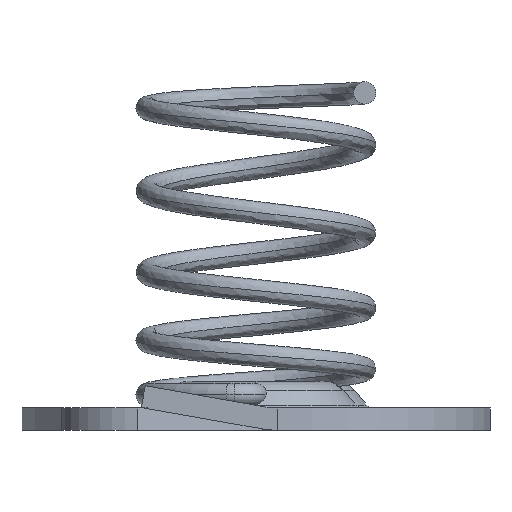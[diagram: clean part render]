
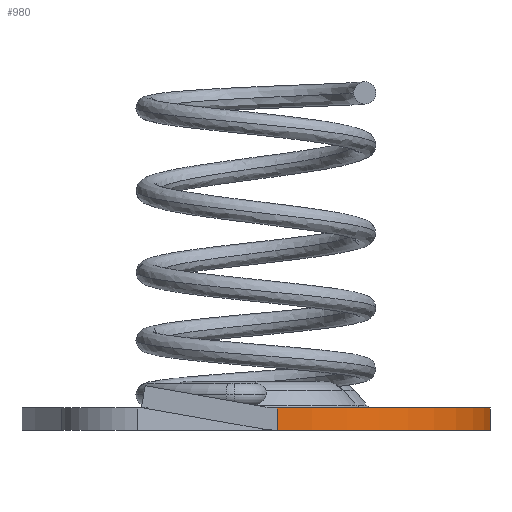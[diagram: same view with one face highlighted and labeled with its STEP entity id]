
A CAD part, left-side view. The second image highlights one B-rep face of the part: STEP entity #980.
In plain terms, the highlighted cylindrical face has radius 4.9 mm (diameter 9.8 mm), a partial arc.
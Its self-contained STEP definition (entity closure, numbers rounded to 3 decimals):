
#69 = VERTEX_POINT ( 'NONE', #2013 ) ;
#568 = CARTESIAN_POINT ( 'NONE',  ( -10.525, 4.9, 0.51 ) ) ;
#686 = VERTEX_POINT ( 'NONE', #889 ) ;
#718 = CIRCLE ( 'NONE', #866, 4.9 ) ;
#859 = DIRECTION ( 'NONE',  ( -1., 0., 0. ) ) ;
#866 = AXIS2_PLACEMENT_3D ( 'NONE', #3347, #869, #859 ) ;
#869 = DIRECTION ( 'NONE',  ( 0., 0., 1. ) ) ;
#889 = CARTESIAN_POINT ( 'NONE',  ( -1.318, 2.563, 0. ) ) ;
#921 = CIRCLE ( 'NONE', #1229, 4.9 ) ;
#980 = ADVANCED_FACE ( 'NONE', ( #1793 ), #3076, .T. ) ;
#1027 = EDGE_CURVE ( 'NONE', #69, #686, #3029, .T. ) ;
#1046 = LINE ( 'NONE', #3658, #3641 ) ;
#1229 = AXIS2_PLACEMENT_3D ( 'NONE', #2413, #3043, #2110 ) ;
#1311 = EDGE_CURVE ( 'NONE', #2770, #686, #718, .T. ) ;
#1358 = DIRECTION ( 'NONE',  ( 0., 0., -1. ) ) ;
#1403 = VECTOR ( 'NONE', #1358, 1000. ) ;
#1657 = ORIENTED_EDGE ( 'NONE', *, *, #1027, .F. ) ;
#1675 = DIRECTION ( 'NONE',  ( -1., 0., 0. ) ) ;
#1793 = FACE_OUTER_BOUND ( 'NONE', #3340, .T. ) ;
#1969 = ORIENTED_EDGE ( 'NONE', *, *, #1311, .T. ) ;
#2013 = CARTESIAN_POINT ( 'NONE',  ( -1.318, 2.563, 0.51 ) ) ;
#2018 = DIRECTION ( 'NONE',  ( 0., 0., 1. ) ) ;
#2110 = DIRECTION ( 'NONE',  ( -1., 0., 0. ) ) ;
#2143 = DIRECTION ( 'NONE',  ( 0., 0., -1. ) ) ;
#2382 = CARTESIAN_POINT ( 'NONE',  ( -10.525, 4.9, 0. ) ) ;
#2401 = AXIS2_PLACEMENT_3D ( 'NONE', #3512, #2018, #1675 ) ;
#2413 = CARTESIAN_POINT ( 'NONE',  ( -5.625, 4.9, 0.51 ) ) ;
#2418 = EDGE_CURVE ( 'NONE', #3214, #2770, #1046, .T. ) ;
#2677 = ORIENTED_EDGE ( 'NONE', *, *, #2990, .F. ) ;
#2770 = VERTEX_POINT ( 'NONE', #2382 ) ;
#2990 = EDGE_CURVE ( 'NONE', #3214, #69, #921, .T. ) ;
#3029 = LINE ( 'NONE', #3817, #1403 ) ;
#3043 = DIRECTION ( 'NONE',  ( 0., 0., 1. ) ) ;
#3076 = CYLINDRICAL_SURFACE ( 'NONE', #2401, 4.9 ) ;
#3214 = VERTEX_POINT ( 'NONE', #568 ) ;
#3340 = EDGE_LOOP ( 'NONE', ( #3388, #1969, #1657, #2677 ) ) ;
#3347 = CARTESIAN_POINT ( 'NONE',  ( -5.625, 4.9, 0. ) ) ;
#3388 = ORIENTED_EDGE ( 'NONE', *, *, #2418, .T. ) ;
#3512 = CARTESIAN_POINT ( 'NONE',  ( -5.625, 4.9, 0. ) ) ;
#3641 = VECTOR ( 'NONE', #2143, 1000. ) ;
#3658 = CARTESIAN_POINT ( 'NONE',  ( -10.525, 4.9, 0. ) ) ;
#3817 = CARTESIAN_POINT ( 'NONE',  ( -1.318, 2.563, 0. ) ) ;
